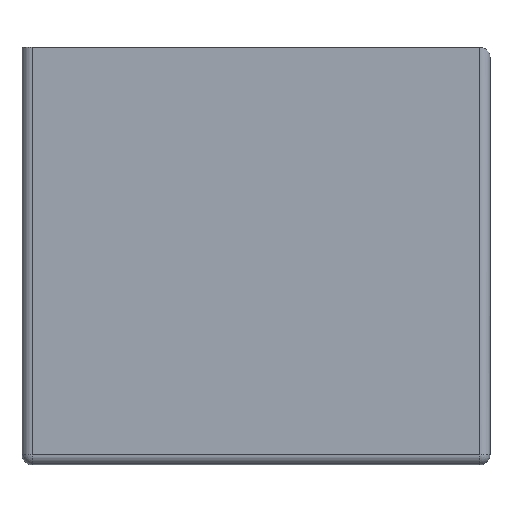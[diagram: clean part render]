
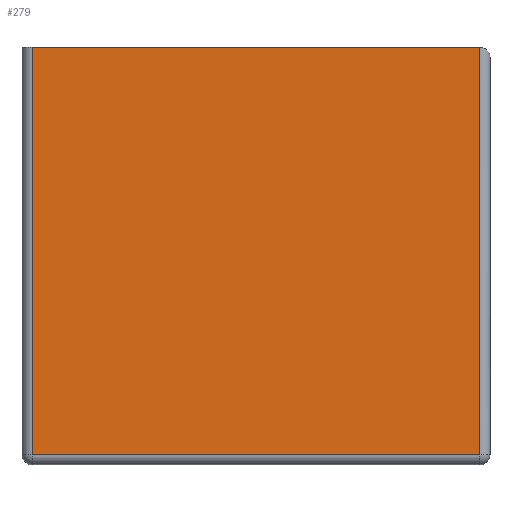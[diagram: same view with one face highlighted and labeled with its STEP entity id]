
A CAD part, front view. The second image highlights one B-rep face of the part: STEP entity #279.
In plain terms, the highlighted planar face has unit normal (0, -1, 0).
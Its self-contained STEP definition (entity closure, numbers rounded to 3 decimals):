
#20=PLANE('',#328);
#23=LINE('',#453,#44);
#29=LINE('',#467,#50);
#36=LINE('',#480,#57);
#43=LINE('',#497,#64);
#44=VECTOR('',#365,10.);
#50=VECTOR('',#381,10.);
#57=VECTOR('',#396,10.);
#64=VECTOR('',#419,10.);
#92=FACE_OUTER_BOUND('',#111,.T.);
#111=EDGE_LOOP('',(#253,#254,#255,#256));
#131=VERTEX_POINT('',#434);
#137=VERTEX_POINT('',#448);
#138=VERTEX_POINT('',#452);
#142=VERTEX_POINT('',#476);
#158=EDGE_CURVE('',#138,#137,#23,.T.);
#166=EDGE_CURVE('',#137,#131,#29,.T.);
#174=EDGE_CURVE('',#131,#142,#36,.T.);
#182=EDGE_CURVE('',#138,#142,#43,.T.);
#253=ORIENTED_EDGE('',*,*,#158,.F.);
#254=ORIENTED_EDGE('',*,*,#182,.T.);
#255=ORIENTED_EDGE('',*,*,#174,.F.);
#256=ORIENTED_EDGE('',*,*,#166,.F.);
#279=ADVANCED_FACE('',(#92),#20,.F.);
#328=AXIS2_PLACEMENT_3D('',#498,#420,#421);
#365=DIRECTION('',(0.,0.,-1.));
#381=DIRECTION('',(-1.,0.,0.));
#396=DIRECTION('',(0.,0.,1.));
#419=DIRECTION('',(-1.,0.,0.));
#420=DIRECTION('center_axis',(0.,1.,0.));
#421=DIRECTION('ref_axis',(1.,0.,0.));
#434=CARTESIAN_POINT('',(0.5,0.,0.5));
#448=CARTESIAN_POINT('',(22.4,0.,0.5));
#452=CARTESIAN_POINT('',(22.4,0.,20.45));
#453=CARTESIAN_POINT('',(22.4,0.,15.338));
#467=CARTESIAN_POINT('',(17.175,0.,0.5));
#476=CARTESIAN_POINT('',(0.5,0.,20.45));
#480=CARTESIAN_POINT('',(0.5,0.,5.113));
#497=CARTESIAN_POINT('',(22.9,0.,20.45));
#498=CARTESIAN_POINT('Origin',(11.45,0.,10.225));
